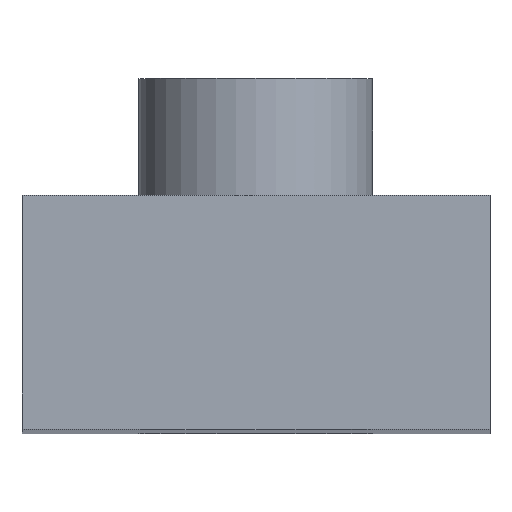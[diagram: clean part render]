
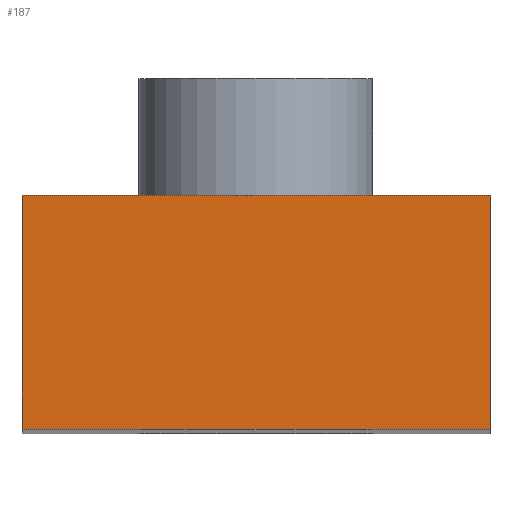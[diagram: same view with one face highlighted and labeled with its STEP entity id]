
A CAD part, top view. The second image highlights one B-rep face of the part: STEP entity #187.
In plain terms, the highlighted planar face has unit normal (0, 0, 1).
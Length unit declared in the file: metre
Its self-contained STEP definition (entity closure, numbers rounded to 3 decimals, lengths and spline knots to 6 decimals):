
#24=LINE('',#297,#36);
#28=LINE('',#308,#40);
#29=LINE('',#311,#41);
#30=LINE('',#312,#42);
#36=VECTOR('',#241,1.);
#40=VECTOR('',#249,1.);
#41=VECTOR('',#250,1.);
#42=VECTOR('',#251,1.);
#54=ORIENTED_EDGE('',*,*,#94,.F.);
#55=ORIENTED_EDGE('',*,*,#95,.F.);
#56=ORIENTED_EDGE('',*,*,#89,.T.);
#57=ORIENTED_EDGE('',*,*,#96,.T.);
#89=EDGE_CURVE('',#109,#110,#24,.T.);
#94=EDGE_CURVE('',#114,#115,#28,.T.);
#95=EDGE_CURVE('',#109,#114,#29,.T.);
#96=EDGE_CURVE('',#110,#115,#30,.T.);
#109=VERTEX_POINT('',#298);
#110=VERTEX_POINT('',#299);
#114=VERTEX_POINT('',#309);
#115=VERTEX_POINT('',#310);
#135=EDGE_LOOP('',(#54,#55,#56,#57));
#157=FACE_BOUND('',#135,.T.);
#177=PLANE('',#216);
#187=ADVANCED_FACE('',(#157),#177,.T.);
#216=AXIS2_PLACEMENT_3D('',#307,#247,#248);
#241=DIRECTION('',(1.,0.,0.));
#247=DIRECTION('',(0.,0.,1.));
#248=DIRECTION('',(1.,0.,0.));
#249=DIRECTION('',(1.,0.,0.));
#250=DIRECTION('',(0.,1.,0.));
#251=DIRECTION('',(0.,1.,0.));
#297=CARTESIAN_POINT('',(0.,-0.05,0.275));
#298=CARTESIAN_POINT('',(-0.05,-0.05,0.275));
#299=CARTESIAN_POINT('',(0.05,-0.05,0.275));
#307=CARTESIAN_POINT('',(0.,-0.05,0.275));
#308=CARTESIAN_POINT('',(0.,0.,0.275));
#309=CARTESIAN_POINT('',(-0.05,0.,0.275));
#310=CARTESIAN_POINT('',(0.05,0.,0.275));
#311=CARTESIAN_POINT('',(-0.05,-0.05,0.275));
#312=CARTESIAN_POINT('',(0.05,-0.05,0.275));
